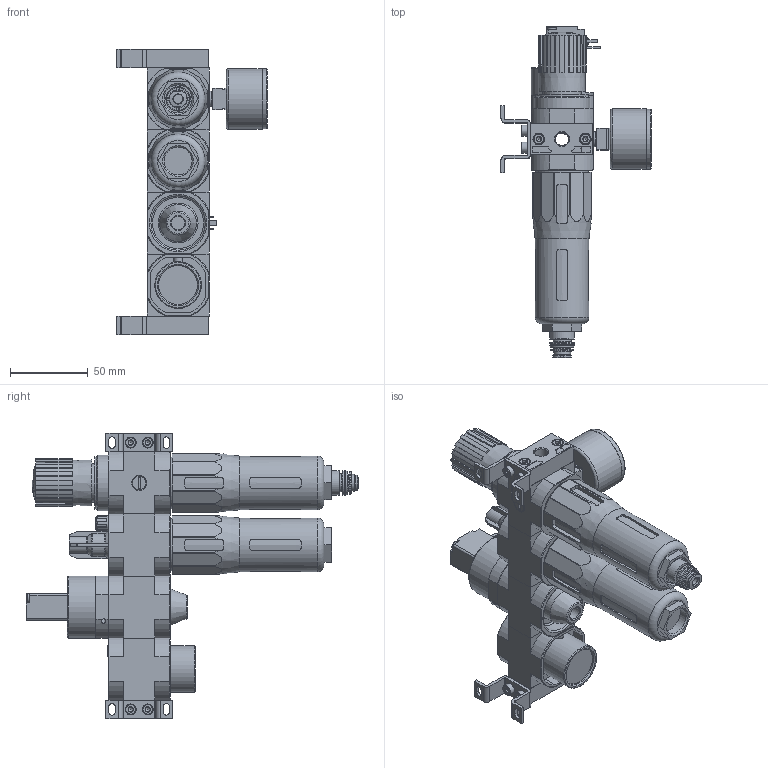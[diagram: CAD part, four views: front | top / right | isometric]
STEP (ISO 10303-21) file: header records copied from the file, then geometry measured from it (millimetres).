
FILE_DESCRIPTION(/* description */ ('STEP AP214'),/* implementation_level */ '2;1');
FILE_NAME(/* name */ '185828_FRC-1_8-D-MINI-KE-A',/* time_stamp */ '2024-08-28T16:55:45+02:00',/* author */ ('License CC BY-ND 4.0'),/* organization */ ('CADENAS'),/* preprocessor_version */ 'ST-DEVELOPER v19.3',/* originating_system */ 'PARTsolutions',/* authorisation */ ' ');
FILE_SCHEMA (('AUTOMOTIVE_DESIGN {1 0 10303 214 3 1 1}'));
Length unit declared in the file: millimetre
Products named in the file (15): 185828 FRC-1/8-D-MINI-KE-A; 380285 PBL-1/8-D-MINI-L---(1) p1; DIN-912 - M4x16(F); 159638 HFOE-D-MINI-P1; DIN-912 - M4x8(F); 380287 PBL-1/8-D-MINI-R---(0) p1; 123589 LFR-D-MINI-A--(0); 8003637 PAGN-40-16-G18; 373845 LR-MINI; 526489 MS4-LFR-V; 123582 LOE-D-MINI; 355622 FRB-D-MINI; 746236 HEE-D-MINI-24; 364665 MSEB-3-24V-D; 360726 HEL-MINI
Assembly tree (26 placements, depth 2):
  185828 FRC-1/8-D-MINI-KE-A
    380285 PBL-1/8-D-MINI-L---(1) p1
    DIN-912 - M4x16(F)  x4
    159638 HFOE-D-MINI-P1  x2
    DIN-912 - M4x8(F)  x4
    380287 PBL-1/8-D-MINI-R---(0) p1
    123589 LFR-D-MINI-A--(0)
    8003637 PAGN-40-16-G18
    373845 LR-MINI
    526489 MS4-LFR-V
    123582 LOE-D-MINI
    355622 FRB-D-MINI  x6
    746236 HEE-D-MINI-24
    364665 MSEB-3-24V-D
    360726 HEL-MINI
Bounding box: 96.75 x 214.02 x 184 mm (x, y, z)
Volume: 555778 mm3; surface area: 140395.7 mm2
Topology: 26 solids, 26 shells, 1553 faces, 3845 edges, 2440 vertices
Faces by surface type: plane 806, cylinder 420, cone 247, torus 73, sphere 7
Full cylindrical faces by diameter (mm): 2.013 x1, 2.5 x1, 2.9 x6, 3 x1, 3.2 x1, 3.242 x14, 3.6 x1, 3.8 x4, 4 x16, 4.3 x5, 4.5 x1, 5 x1, 5.2 x6, 5.4 x1, 5.5 x2, 5.6 x2, 6 x10, 6.2 x1, 6.9 x1, 7 x8, 8.2 x1, 8.4 x1, 8.566 x5, 9.2 x1, 9.728 x2, 10 x1, 10.6 x2, 11 x4, 11.4 x1, 11.6 x1
Entity records: 45995 total; most frequent: CARTESIAN_POINT 8081, DIRECTION 6318, ORIENTED_EDGE 6036, EDGE_CURVE 3018, AXIS2_PLACEMENT_3D 2442, VERTEX_POINT 2101, FACE_BOUND 1705, EDGE_LOOP 1693
